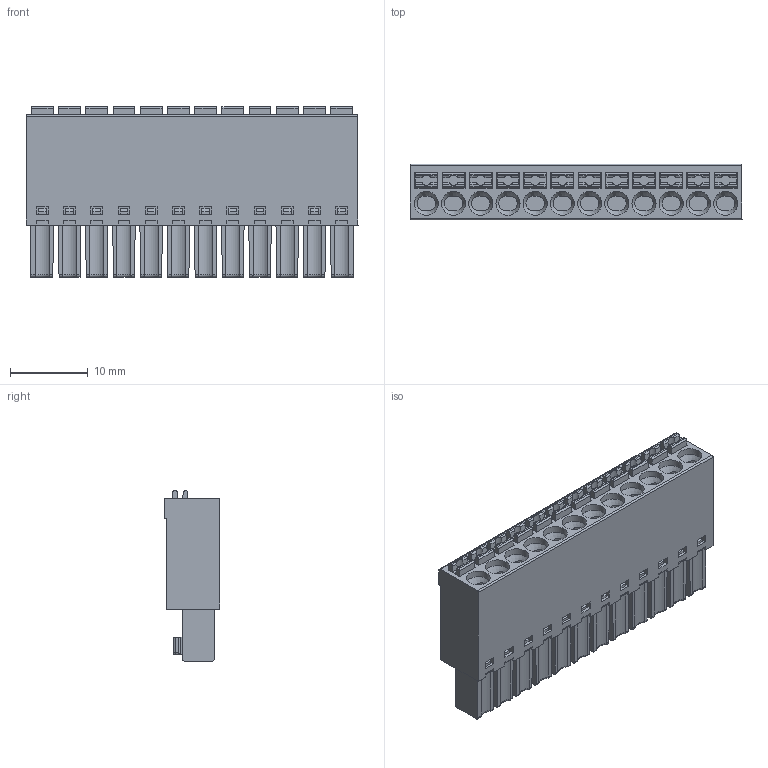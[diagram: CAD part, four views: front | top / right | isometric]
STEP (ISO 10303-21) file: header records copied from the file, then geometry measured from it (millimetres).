
FILE_DESCRIPTION(('STEP AP214'),'1');
FILE_NAME('SHM12-3,5-E.stp','2019-04-08T07:42:04',(' '),(' '),'Spatial InterOp 3D',' ',' ');
FILE_SCHEMA(('automotive_design'));
Length unit declared in the file: metre
Products named in the file (1): 1
Bounding box: 42.7 x 7.15 x 21.9 mm (x, y, z)
Volume: 4831 mm3; surface area: 4089.1 mm2
Topology: 1 solids, 1 shells, 1067 faces, 2827 edges, 1834 vertices
Faces by surface type: plane 740, cylinder 255, cone 36, sphere 24, torus 12
Full cylindrical faces by diameter (mm): 1.2 x12, 3.1 x12
Entity records: 41685 total; most frequent: CARTESIAN_POINT 7004, ORIENTED_EDGE 5414, DIRECTION 5182, EDGE_CURVE 2707, LINE 2050, VECTOR 2050, VERTEX_POINT 1798, AXIS2_PLACEMENT_3D 1566
